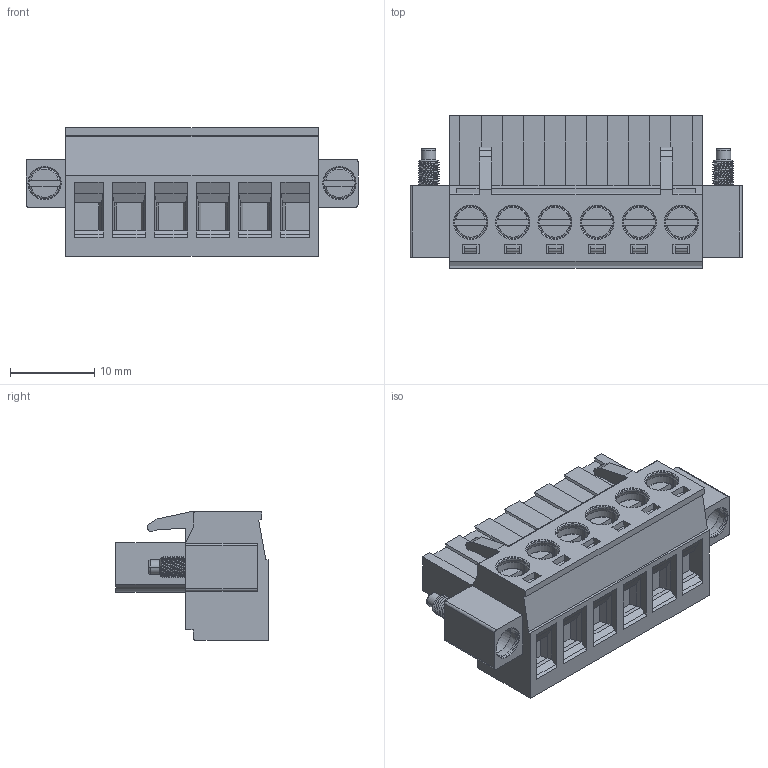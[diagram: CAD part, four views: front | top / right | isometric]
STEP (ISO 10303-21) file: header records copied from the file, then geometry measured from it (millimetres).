
FILE_DESCRIPTION((''),'2;1');
FILE_NAME('WJ2EDGKFM-500-6P','2017-03-16T',('QZY'),(''),'CREO PARAMETRIC BY PTC INC, 2014440','CREO PARAMETRIC BY PTC INC, 2014440','');
FILE_SCHEMA(('CONFIG_CONTROL_DESIGN'));
Length unit declared in the file: millimetre
Products named in the file (1): WJ2EDGKFM-500-6P
Bounding box: 39.4 x 18.1 x 15.2 mm (x, y, z)
Volume: 5325.9 mm3; surface area: 4122 mm2
Topology: 1 solids, 1 shells, 691 faces, 1728 edges, 1100 vertices
Faces by surface type: plane 366, cylinder 183, cone 64, torus 48, bspline 30
Entity records: 27506 total; most frequent: CARTESIAN_POINT 10962, ORIENTED_EDGE 3456, DIRECTION 3364, EDGE_CURVE 1728, AXIS2_PLACEMENT_3D 1143, VERTEX_POINT 1100, VECTOR 1078, LINE 1078
